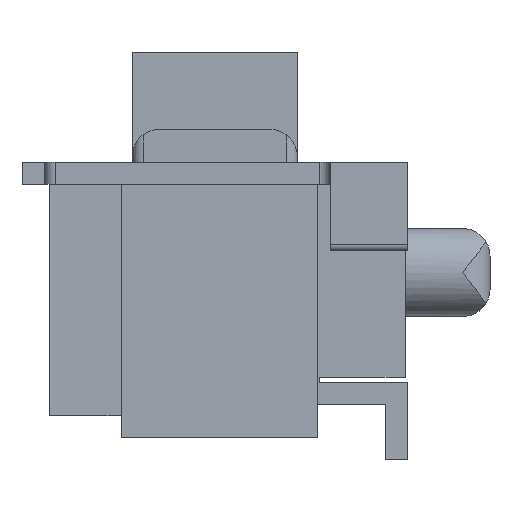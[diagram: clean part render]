
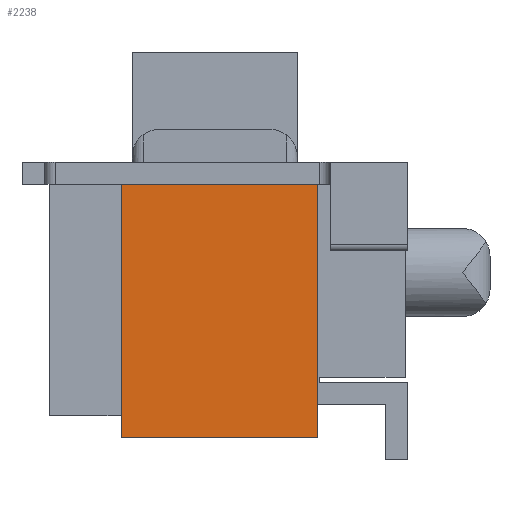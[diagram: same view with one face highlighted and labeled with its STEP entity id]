
A CAD part, left-side view. The second image highlights one B-rep face of the part: STEP entity #2238.
In plain terms, the highlighted planar face has unit normal (-1, 0, 0).
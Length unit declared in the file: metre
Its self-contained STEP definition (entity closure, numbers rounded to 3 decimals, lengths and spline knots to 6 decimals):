
#647=ORIENTED_EDGE('',*,*,#1051,.F.);
#648=ORIENTED_EDGE('',*,*,#838,.F.);
#649=ORIENTED_EDGE('',*,*,#1058,.F.);
#650=ORIENTED_EDGE('',*,*,#1059,.F.);
#651=ORIENTED_EDGE('',*,*,#941,.T.);
#838=EDGE_CURVE('',#1150,#1151,#1334,.T.);
#941=EDGE_CURVE('',#1234,#1235,#1419,.T.);
#1051=EDGE_CURVE('',#1151,#1235,#1507,.T.);
#1058=EDGE_CURVE('',#1287,#1150,#1514,.T.);
#1059=EDGE_CURVE('',#1234,#1287,#1515,.T.);
#1150=VERTEX_POINT('',#3670);
#1151=VERTEX_POINT('',#3672);
#1234=VERTEX_POINT('',#3891);
#1235=VERTEX_POINT('',#3892);
#1287=VERTEX_POINT('',#4133);
#1334=LINE('',#3671,#1570);
#1419=LINE('',#3890,#1655);
#1507=LINE('',#4116,#1743);
#1514=LINE('',#4132,#1750);
#1515=LINE('',#4134,#1751);
#1570=VECTOR('',#2986,1.);
#1655=VECTOR('',#3141,1.);
#1743=VECTOR('',#3369,1.);
#1750=VECTOR('',#3392,1.);
#1751=VECTOR('',#3393,1.);
#1854=EDGE_LOOP('',(#647,#648,#649,#650,#651));
#1972=FACE_BOUND('',#1854,.T.);
#2063=PLANE('',#2864);
#2238=ADVANCED_FACE('',(#1972),#2063,.F.);
#2864=AXIS2_PLACEMENT_3D('',#4131,#3390,#3391);
#2986=DIRECTION('',(0.,-1.,0.));
#3141=DIRECTION('',(0.,-1.,0.));
#3369=DIRECTION('',(0.,0.,-1.));
#3390=DIRECTION('',(1.,0.,0.));
#3391=DIRECTION('',(0.,0.,-1.));
#3392=DIRECTION('',(0.,0.,1.));
#3393=DIRECTION('',(0.,0.,1.));
#3670=CARTESIAN_POINT('',(0.0009,0.0026,0.0023));
#3671=CARTESIAN_POINT('',(0.0009,0.0026,0.0023));
#3672=CARTESIAN_POINT('',(0.0009,0.00082,0.0023));
#3890=CARTESIAN_POINT('',(0.0009,0.0026,0.));
#3891=CARTESIAN_POINT('',(0.0009,0.0026,0.));
#3892=CARTESIAN_POINT('',(0.0009,0.00082,0.));
#4116=CARTESIAN_POINT('',(0.0009,0.00082,0.));
#4131=CARTESIAN_POINT('',(0.0009,0.0026,0.));
#4132=CARTESIAN_POINT('',(0.0009,0.0026,0.));
#4133=CARTESIAN_POINT('',(0.0009,0.0026,0.0002));
#4134=CARTESIAN_POINT('',(0.0009,0.0026,0.));
